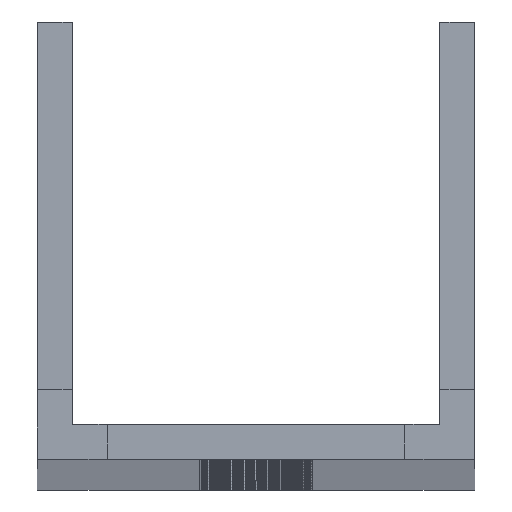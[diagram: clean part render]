
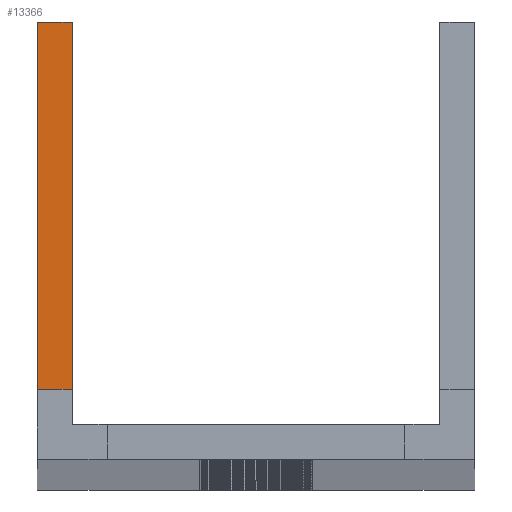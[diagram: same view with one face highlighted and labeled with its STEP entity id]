
A CAD part, top view. The second image highlights one B-rep face of the part: STEP entity #13366.
In plain terms, the highlighted planar face has unit normal (0, 0, 1).
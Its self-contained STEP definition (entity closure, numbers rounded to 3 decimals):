
#1621=FACE_OUTER_BOUND('',#2489,.T.);
#2489=EDGE_LOOP('',(#10972,#10973,#10974,#10975));
#3075=LINE('',#19758,#4323);
#3180=LINE('',#20167,#4428);
#3185=LINE('',#20176,#4433);
#3786=LINE('',#21778,#5034);
#4323=VECTOR('',#15755,10.);
#4428=VECTOR('',#16062,10.);
#4433=VECTOR('',#16069,10.);
#5034=VECTOR('',#17872,10.);
#5867=VERTEX_POINT('',#19755);
#5868=VERTEX_POINT('',#19757);
#6071=VERTEX_POINT('',#20165);
#6074=VERTEX_POINT('',#20174);
#7103=EDGE_CURVE('',#5868,#5867,#3075,.T.);
#7308=EDGE_CURVE('',#5867,#6071,#3180,.T.);
#7313=EDGE_CURVE('',#6071,#6074,#3185,.T.);
#8114=EDGE_CURVE('',#6074,#5868,#3786,.T.);
#10972=ORIENTED_EDGE('',*,*,#7308,.T.);
#10973=ORIENTED_EDGE('',*,*,#7313,.T.);
#10974=ORIENTED_EDGE('',*,*,#8114,.T.);
#10975=ORIENTED_EDGE('',*,*,#7103,.T.);
#12229=PLANE('',#14607);
#13366=ADVANCED_FACE('',(#1621),#12229,.T.);
#14607=AXIS2_PLACEMENT_3D('',#21777,#17870,#17871);
#15755=DIRECTION('',(0.,-1.,0.));
#16062=DIRECTION('',(1.,0.,0.));
#16069=DIRECTION('',(0.,1.,0.));
#17870=DIRECTION('center_axis',(0.,0.,1.));
#17871=DIRECTION('ref_axis',(1.,0.,0.));
#17872=DIRECTION('',(-1.,0.,0.));
#19755=CARTESIAN_POINT('',(-50.,8.,0.));
#19757=CARTESIAN_POINT('',(-50.,50.,0.));
#19758=CARTESIAN_POINT('',(-50.,-1.048,0.));
#20165=CARTESIAN_POINT('',(-46.,8.,0.));
#20167=CARTESIAN_POINT('',(-46.88,8.,0.));
#20174=CARTESIAN_POINT('',(-46.,50.,0.));
#20176=CARTESIAN_POINT('',(-46.,-1.048,0.));
#21777=CARTESIAN_POINT('Origin',(-50.,8.,0.));
#21778=CARTESIAN_POINT('',(-46.,50.,0.));
